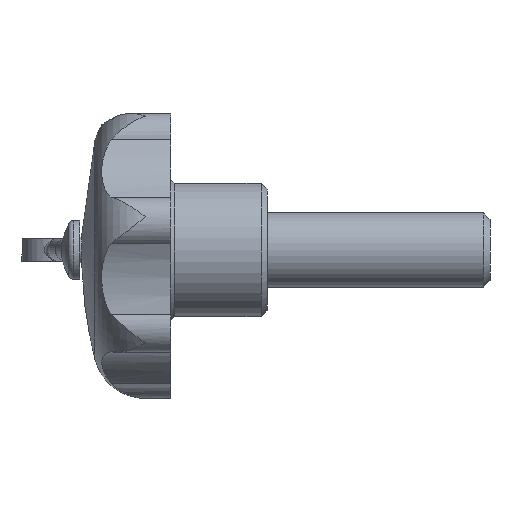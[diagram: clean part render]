
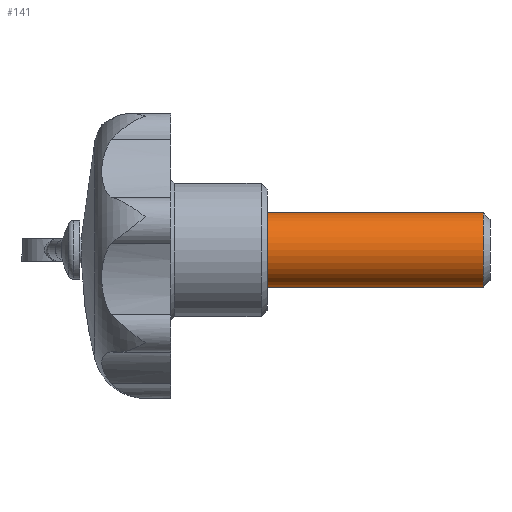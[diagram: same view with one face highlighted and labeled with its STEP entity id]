
A CAD part, left-side view. The second image highlights one B-rep face of the part: STEP entity #141.
In plain terms, the highlighted cylindrical face has radius 5 mm (diameter 10 mm), a full revolution.
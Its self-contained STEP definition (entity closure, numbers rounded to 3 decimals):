
#141 = ADVANCED_FACE( '', ( #311, #312 ), #313, .T. );
#311 = FACE_OUTER_BOUND( '', #509, .T. );
#312 = FACE_OUTER_BOUND( '', #510, .T. );
#313 = CYLINDRICAL_SURFACE( '', #511, 5. );
#509 = EDGE_LOOP( '', ( #870 ) );
#510 = EDGE_LOOP( '', ( #871 ) );
#511 = AXIS2_PLACEMENT_3D( '', #872, #873, #874 );
#870 = ORIENTED_EDGE( '', *, *, #1228, .F. );
#871 = ORIENTED_EDGE( '', *, *, #1229, .T. );
#872 = CARTESIAN_POINT( '', ( 0., -30., 0. ) );
#873 = DIRECTION( '', ( 0., 1., 0. ) );
#874 = DIRECTION( '', ( 0., 0., -1. ) );
#1228 = EDGE_CURVE( '', #1496, #1496, #1497, .T. );
#1229 = EDGE_CURVE( '', #1498, #1498, #1499, .T. );
#1496 = VERTEX_POINT( '', #2103 );
#1497 = CIRCLE( '', #2104, 5. );
#1498 = VERTEX_POINT( '', #2105 );
#1499 = CIRCLE( '', #2106, 5. );
#2103 = CARTESIAN_POINT( '', ( 0., -29.08, -5. ) );
#2104 = AXIS2_PLACEMENT_3D( '', #2530, #2531, #2532 );
#2105 = CARTESIAN_POINT( '', ( 0., 0., -5. ) );
#2106 = AXIS2_PLACEMENT_3D( '', #2533, #2534, #2535 );
#2530 = CARTESIAN_POINT( '', ( 0., -29.08, 0. ) );
#2531 = DIRECTION( '', ( 0., -1., 0. ) );
#2532 = DIRECTION( '', ( 0., 0., -1. ) );
#2533 = CARTESIAN_POINT( '', ( 0., 0., 0. ) );
#2534 = DIRECTION( '', ( 0., -1., 0. ) );
#2535 = DIRECTION( '', ( 0., 0., -1. ) );
